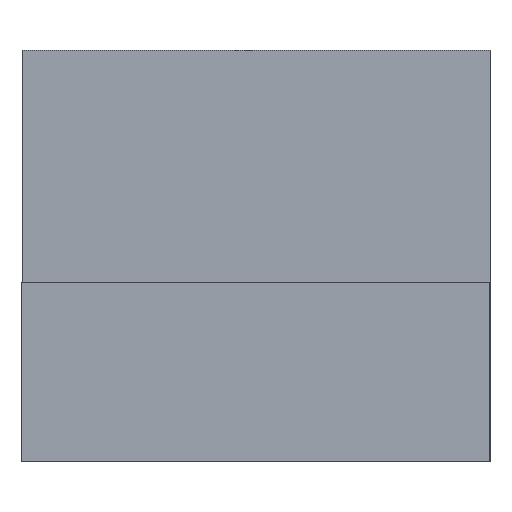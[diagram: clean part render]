
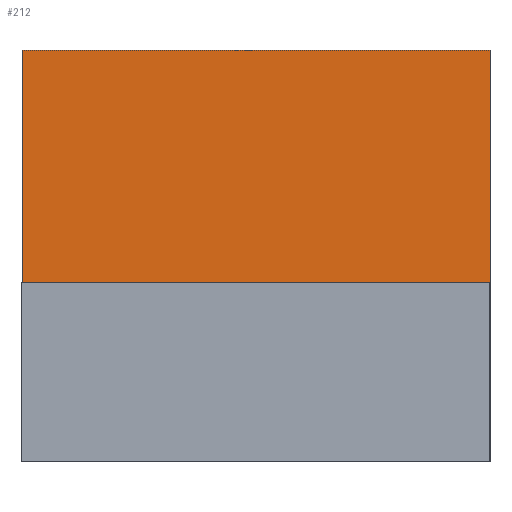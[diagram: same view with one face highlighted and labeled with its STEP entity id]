
A CAD part, left-side view. The second image highlights one B-rep face of the part: STEP entity #212.
In plain terms, the highlighted planar face has unit normal (-1, 0, 0).
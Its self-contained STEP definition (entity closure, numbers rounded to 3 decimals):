
#40=FACE_OUTER_BOUND('',#52,.T.);
#52=EDGE_LOOP('',(#179,#180,#181,#182));
#68=LINE('',#352,#92);
#76=LINE('',#367,#100);
#77=LINE('',#369,#101);
#78=LINE('',#370,#102);
#92=VECTOR('',#291,10.);
#100=VECTOR('',#303,10.);
#101=VECTOR('',#306,10.);
#102=VECTOR('',#307,10.);
#111=VERTEX_POINT('',#348);
#113=VERTEX_POINT('',#351);
#117=VERTEX_POINT('',#363);
#118=VERTEX_POINT('',#365);
#132=EDGE_CURVE('',#111,#113,#68,.T.);
#140=EDGE_CURVE('',#117,#118,#76,.T.);
#141=EDGE_CURVE('',#117,#111,#77,.T.);
#142=EDGE_CURVE('',#113,#118,#78,.T.);
#179=ORIENTED_EDGE('',*,*,#141,.F.);
#180=ORIENTED_EDGE('',*,*,#140,.T.);
#181=ORIENTED_EDGE('',*,*,#142,.F.);
#182=ORIENTED_EDGE('',*,*,#132,.F.);
#200=PLANE('',#252);
#212=ADVANCED_FACE('',(#40),#200,.T.);
#252=AXIS2_PLACEMENT_3D('',#368,#304,#305);
#291=DIRECTION('',(0.,1.,0.));
#303=DIRECTION('',(0.,1.,0.));
#304=DIRECTION('center_axis',(-1.,0.,0.));
#305=DIRECTION('ref_axis',(0.,0.,1.));
#306=DIRECTION('',(0.,0.,-1.));
#307=DIRECTION('',(0.,0.,1.));
#348=CARTESIAN_POINT('',(0.9,-1.25,0.));
#351=CARTESIAN_POINT('',(0.9,0.,0.));
#352=CARTESIAN_POINT('',(0.9,-1.25,0.));
#363=CARTESIAN_POINT('',(0.9,-1.25,0.62));
#365=CARTESIAN_POINT('',(0.9,0.,0.62));
#367=CARTESIAN_POINT('',(0.9,-1.25,0.62));
#368=CARTESIAN_POINT('Origin',(0.9,-1.25,0.));
#369=CARTESIAN_POINT('',(0.9,-1.25,0.62));
#370=CARTESIAN_POINT('',(0.9,0.,0.62));
